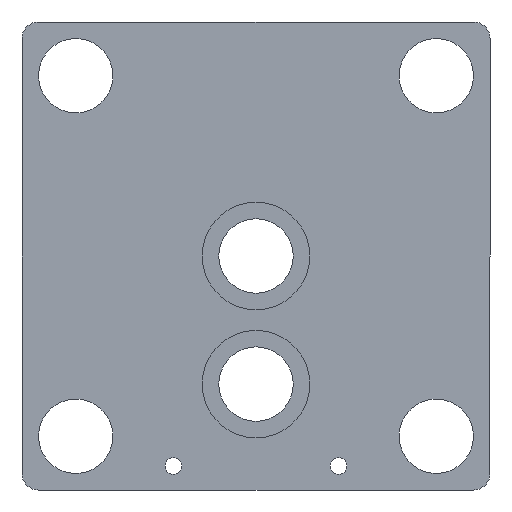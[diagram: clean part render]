
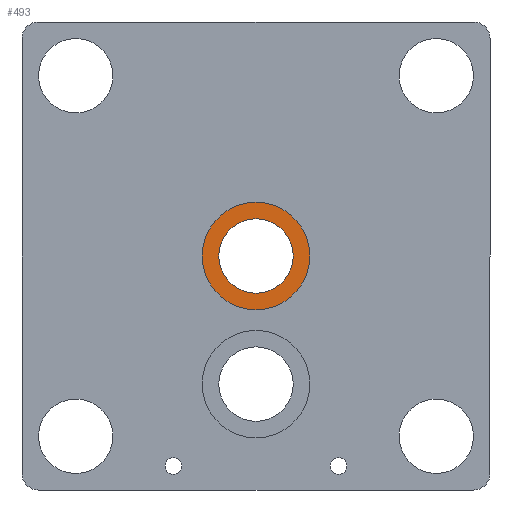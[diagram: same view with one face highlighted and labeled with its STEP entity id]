
A CAD part, front view. The second image highlights one B-rep face of the part: STEP entity #493.
In plain terms, the highlighted planar face has unit normal (0, -1, 0).
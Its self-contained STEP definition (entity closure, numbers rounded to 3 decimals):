
#43 = AXIS2_PLACEMENT_3D ( 'NONE', #255, #1199, #1187 ) ;
#49 = DIRECTION ( 'NONE',  ( 0., 1., 0. ) ) ;
#52 = ORIENTED_EDGE ( 'NONE', *, *, #939, .F. ) ;
#98 = CIRCLE ( 'NONE', #592, 2.25 ) ;
#101 = CARTESIAN_POINT ( 'NONE',  ( 0., -0.49, -3.25 ) ) ;
#127 = FACE_OUTER_BOUND ( 'NONE', #1158, .T. ) ;
#196 = VERTEX_POINT ( 'NONE', #889 ) ;
#228 = CARTESIAN_POINT ( 'NONE',  ( 0., -0.49, 0. ) ) ;
#233 = ORIENTED_EDGE ( 'NONE', *, *, #736, .T. ) ;
#255 = CARTESIAN_POINT ( 'NONE',  ( 0., -0.49, 0. ) ) ;
#264 = EDGE_CURVE ( 'NONE', #681, #196, #98, .T. ) ;
#295 = CARTESIAN_POINT ( 'NONE',  ( 0., -0.49, -2.25 ) ) ;
#330 = PLANE ( 'NONE',  #43 ) ;
#337 = FACE_BOUND ( 'NONE', #1202, .T. ) ;
#473 = CIRCLE ( 'NONE', #1155, 2.25 ) ;
#485 = DIRECTION ( 'NONE',  ( 0., 0., 1. ) ) ;
#488 = EDGE_CURVE ( 'NONE', #772, #610, #550, .T. ) ;
#493 = ADVANCED_FACE ( 'NONE', ( #127, #337 ), #330, .F. ) ;
#550 = CIRCLE ( 'NONE', #1076, 3.25 ) ;
#590 = DIRECTION ( 'NONE',  ( 0., 1., 0. ) ) ;
#592 = AXIS2_PLACEMENT_3D ( 'NONE', #228, #49, #613 ) ;
#600 = DIRECTION ( 'NONE',  ( 0., 1., 0. ) ) ;
#610 = VERTEX_POINT ( 'NONE', #742 ) ;
#613 = DIRECTION ( 'NONE',  ( 0., 0., 1. ) ) ;
#681 = VERTEX_POINT ( 'NONE', #295 ) ;
#736 = EDGE_CURVE ( 'NONE', #196, #681, #473, .T. ) ;
#742 = CARTESIAN_POINT ( 'NONE',  ( 0., -0.49, 3.25 ) ) ;
#772 = VERTEX_POINT ( 'NONE', #101 ) ;
#843 = ORIENTED_EDGE ( 'NONE', *, *, #264, .T. ) ;
#889 = CARTESIAN_POINT ( 'NONE',  ( 0., -0.49, 2.25 ) ) ;
#939 = EDGE_CURVE ( 'NONE', #610, #772, #1072, .T. ) ;
#964 = DIRECTION ( 'NONE',  ( 0., 0., 1. ) ) ;
#975 = DIRECTION ( 'NONE',  ( 0., 0., 1. ) ) ;
#1039 = CARTESIAN_POINT ( 'NONE',  ( 0., -0.49, 0. ) ) ;
#1072 = CIRCLE ( 'NONE', #1098, 3.25 ) ;
#1075 = CARTESIAN_POINT ( 'NONE',  ( 0., -0.49, 0. ) ) ;
#1076 = AXIS2_PLACEMENT_3D ( 'NONE', #1075, #600, #975 ) ;
#1098 = AXIS2_PLACEMENT_3D ( 'NONE', #1198, #590, #964 ) ;
#1137 = ORIENTED_EDGE ( 'NONE', *, *, #488, .F. ) ;
#1155 = AXIS2_PLACEMENT_3D ( 'NONE', #1039, #1238, #485 ) ;
#1158 = EDGE_LOOP ( 'NONE', ( #1137, #52 ) ) ;
#1187 = DIRECTION ( 'NONE',  ( 0., 0., 1. ) ) ;
#1198 = CARTESIAN_POINT ( 'NONE',  ( 0., -0.49, 0. ) ) ;
#1199 = DIRECTION ( 'NONE',  ( 0., 1., 0. ) ) ;
#1202 = EDGE_LOOP ( 'NONE', ( #843, #233 ) ) ;
#1238 = DIRECTION ( 'NONE',  ( 0., 1., 0. ) ) ;
